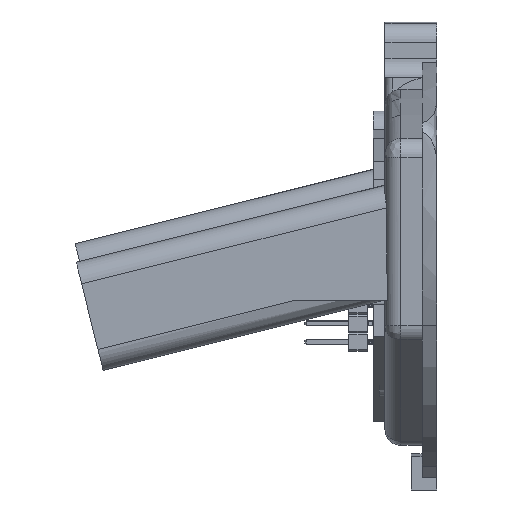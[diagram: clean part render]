
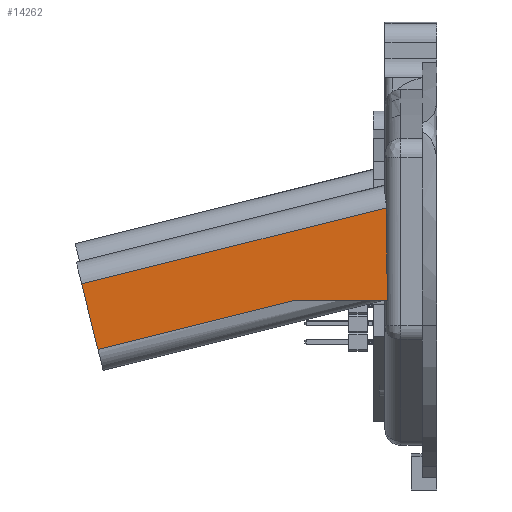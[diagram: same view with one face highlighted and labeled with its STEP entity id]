
A CAD part, left-side view. The second image highlights one B-rep face of the part: STEP entity #14262.
In plain terms, the highlighted planar face has unit normal (-1, 0, -0.014).
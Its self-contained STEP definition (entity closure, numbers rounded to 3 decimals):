
#121=ELLIPSE('',#15294,98.351,2.2);
#1428=PLANE('',#15297);
#2147=FACE_OUTER_BOUND('',#3023,.T.);
#3023=EDGE_LOOP('',(#13165,#13166,#13167,#13168,#13169));
#4549=LINE('',#22958,#6135);
#4552=LINE('',#22965,#6138);
#4555=LINE('',#22979,#6141);
#4576=LINE('',#23054,#6162);
#6135=VECTOR('',#18672,10.);
#6138=VECTOR('',#18679,10.);
#6141=VECTOR('',#18692,10.);
#6162=VECTOR('',#18777,10.);
#7615=VERTEX_POINT('',#22952);
#7617=VERTEX_POINT('',#22956);
#7619=VERTEX_POINT('',#22964);
#7625=VERTEX_POINT('',#22978);
#7641=VERTEX_POINT('',#23052);
#9457=EDGE_CURVE('',#7617,#7615,#4549,.T.);
#9460=EDGE_CURVE('',#7619,#7615,#4552,.T.);
#9467=EDGE_CURVE('',#7619,#7625,#4555,.T.);
#9501=EDGE_CURVE('',#7641,#7617,#4576,.T.);
#9502=EDGE_CURVE('',#7625,#7641,#121,.T.);
#13165=ORIENTED_EDGE('',*,*,#9501,.F.);
#13166=ORIENTED_EDGE('',*,*,#9502,.F.);
#13167=ORIENTED_EDGE('',*,*,#9467,.F.);
#13168=ORIENTED_EDGE('',*,*,#9460,.T.);
#13169=ORIENTED_EDGE('',*,*,#9457,.F.);
#14262=ADVANCED_FACE('',(#2147),#1428,.T.);
#15294=AXIS2_PLACEMENT_3D('',#23056,#18780,#18781);
#15297=AXIS2_PLACEMENT_3D('',#23076,#18787,#18788);
#18672=DIRECTION('',(0.003,0.97,-0.242));
#18679=DIRECTION('',(0.014,-0.242,-0.97));
#18692=DIRECTION('',(-0.003,-0.97,0.242));
#18777=DIRECTION('',(0.,1.,0.));
#18780=DIRECTION('center_axis',(-1.,0.,-0.014));
#18781=DIRECTION('ref_axis',(0.014,0.,-1.));
#18787=DIRECTION('center_axis',(-1.,0.,
-0.014));
#18788=DIRECTION('ref_axis',(-0.014,0.,1.));
#22952=CARTESIAN_POINT('',(-80.907,44.405,15.587));
#22956=CARTESIAN_POINT('',(-81.,17.502,22.294));
#22958=CARTESIAN_POINT('',(-80.941,34.706,18.005));
#22964=CARTESIAN_POINT('',(-81.032,46.647,24.569));
#22965=CARTESIAN_POINT('',(-81.073,47.373,27.48));
#22978=CARTESIAN_POINT('',(-81.178,4.914,34.973));
#22979=CARTESIAN_POINT('',(-81.14,15.811,32.256));
#23052=CARTESIAN_POINT('',(-81.,4.764,22.294));
#23054=CARTESIAN_POINT('',(-81.,15.668,22.294));
#23056=CARTESIAN_POINT('Origin',(-81.73,2.9,74.535));
#23076=CARTESIAN_POINT('Origin',(-81.043,26.237,25.347));
